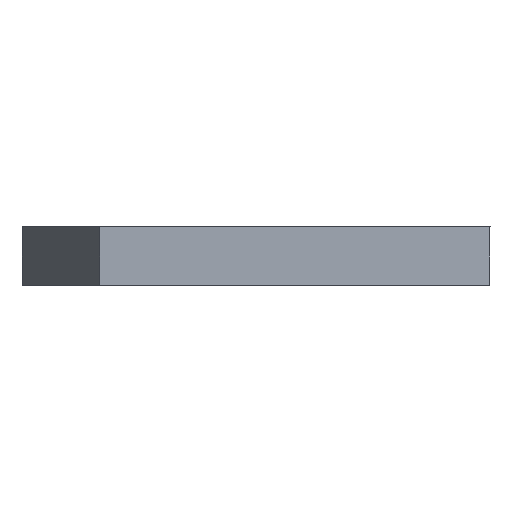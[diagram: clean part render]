
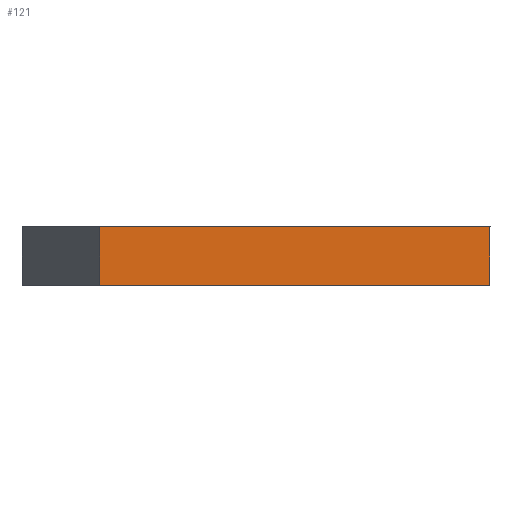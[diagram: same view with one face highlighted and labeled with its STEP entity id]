
A CAD part, left-side view. The second image highlights one B-rep face of the part: STEP entity #121.
In plain terms, the highlighted planar face has unit normal (-1, 0, 0).
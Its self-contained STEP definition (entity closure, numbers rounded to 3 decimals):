
#56=CARTESIAN_POINT('Line Origine',(-121.312,3.,1.5)) ;
#60=CARTESIAN_POINT('Vertex',(-121.312,3.,0.)) ;
#62=CARTESIAN_POINT('Vertex',(-121.312,3.,3.)) ;
#91=CARTESIAN_POINT('Axis2P3D Location',(-121.312,-7.,3.)) ;
#96=CARTESIAN_POINT('Line Origine',(-121.312,-17.,1.5)) ;
#100=CARTESIAN_POINT('Vertex',(-121.312,-17.,0.)) ;
#102=CARTESIAN_POINT('Vertex',(-121.312,-17.,3.)) ;
#105=CARTESIAN_POINT('Line Origine',(-121.312,-7.,3.)) ;
#110=CARTESIAN_POINT('Line Origine',(-121.312,-7.,0.)) ;
#57=DIRECTION('Vector Direction',(0.,0.,1.)) ;
#92=DIRECTION('Axis2P3D Direction',(1.,0.,0.)) ;
#93=DIRECTION('Axis2P3D XDirection',(0.,1.,0.)) ;
#97=DIRECTION('Vector Direction',(0.,0.,1.)) ;
#106=DIRECTION('Vector Direction',(0.,1.,0.)) ;
#111=DIRECTION('Vector Direction',(0.,1.,0.)) ;
#94=AXIS2_PLACEMENT_3D('Plane Axis2P3D',#91,#92,#93) ;
#116=ORIENTED_EDGE('',*,*,#104,.T.) ;
#117=ORIENTED_EDGE('',*,*,#109,.T.) ;
#118=ORIENTED_EDGE('',*,*,#64,.F.) ;
#119=ORIENTED_EDGE('',*,*,#114,.F.) ;
#58=VECTOR('Line Direction',#57,1.) ;
#98=VECTOR('Line Direction',#97,1.) ;
#107=VECTOR('Line Direction',#106,1.) ;
#112=VECTOR('Line Direction',#111,1.) ;
#121=ADVANCED_FACE('PartBody',(#120),#95,.F.) ;
#64=EDGE_CURVE('',#61,#63,#59,.T.) ;
#104=EDGE_CURVE('',#101,#103,#99,.T.) ;
#109=EDGE_CURVE('',#103,#63,#108,.T.) ;
#114=EDGE_CURVE('',#101,#61,#113,.T.) ;
#115=EDGE_LOOP('',(#116,#117,#118,#119)) ;
#120=FACE_OUTER_BOUND('',#115,.T.) ;
#59=LINE('Line',#56,#58) ;
#99=LINE('Line',#96,#98) ;
#108=LINE('Line',#105,#107) ;
#113=LINE('Line',#110,#112) ;
#95=PLANE('',#94) ;
#61=VERTEX_POINT('',#60) ;
#63=VERTEX_POINT('',#62) ;
#101=VERTEX_POINT('',#100) ;
#103=VERTEX_POINT('',#102) ;
